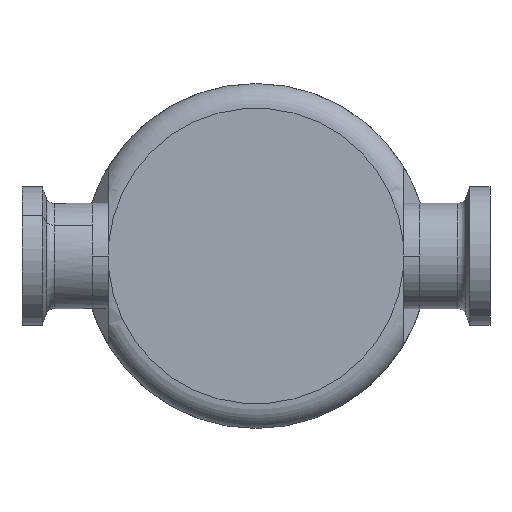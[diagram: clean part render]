
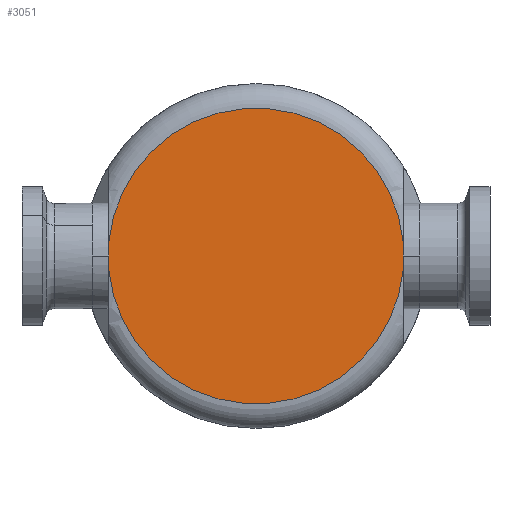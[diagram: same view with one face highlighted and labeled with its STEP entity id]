
A CAD part, front view. The second image highlights one B-rep face of the part: STEP entity #3051.
In plain terms, the highlighted planar face has unit normal (0, -1, 0).
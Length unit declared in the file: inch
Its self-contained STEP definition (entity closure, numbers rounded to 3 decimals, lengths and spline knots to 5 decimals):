
#129 = VERTEX_POINT ( 'NONE', #2172 ) ;
#159 = EDGE_CURVE ( 'NONE', #2785, #1254, #1941, .T. ) ;
#184 = ORIENTED_EDGE ( 'NONE', *, *, #3025, .T. ) ;
#190 = DIRECTION ( 'NONE',  ( 1., 0., 0. ) ) ;
#203 = VECTOR ( 'NONE', #2821, 39.37008 ) ;
#262 = AXIS2_PLACEMENT_3D ( 'NONE', #2762, #1194, #410 ) ;
#312 = CIRCLE ( 'NONE', #262, 1.05 ) ;
#327 = DIRECTION ( 'NONE',  ( 0., 1., 0. ) ) ;
#410 = DIRECTION ( 'NONE',  ( -1., 0., 0. ) ) ;
#928 = CARTESIAN_POINT ( 'NONE',  ( 1.045, 0.33, 0.10235 ) ) ;
#933 = LINE ( 'NONE', #2062, #203 ) ;
#1194 = DIRECTION ( 'NONE',  ( 0., 1., 0. ) ) ;
#1248 = CARTESIAN_POINT ( 'NONE',  ( -1.045, 0.33, -0.10235 ) ) ;
#1250 = EDGE_LOOP ( 'NONE', ( #1292, #1987, #3092, #184 ) ) ;
#1254 = VERTEX_POINT ( 'NONE', #1248 ) ;
#1292 = ORIENTED_EDGE ( 'NONE', *, *, #159, .F. ) ;
#1334 = VECTOR ( 'NONE', #3097, 39.37008 ) ;
#1773 = CARTESIAN_POINT ( 'NONE',  ( -1.045, 0.33, -0.75 ) ) ;
#1941 = CIRCLE ( 'NONE', #3192, 1.05 ) ;
#1982 = EDGE_CURVE ( 'NONE', #129, #2935, #312, .T. ) ;
#1987 = ORIENTED_EDGE ( 'NONE', *, *, #2283, .T. ) ;
#2011 = CARTESIAN_POINT ( 'NONE',  ( 0., 0.33, 0. ) ) ;
#2062 = CARTESIAN_POINT ( 'NONE',  ( 1.045, 0.33, 0. ) ) ;
#2172 = CARTESIAN_POINT ( 'NONE',  ( -1.045, 0.33, 0.10235 ) ) ;
#2204 = DIRECTION ( 'NONE',  ( -1., 0., 0. ) ) ;
#2283 = EDGE_CURVE ( 'NONE', #2785, #2935, #933, .T. ) ;
#2301 = DIRECTION ( 'NONE',  ( 0., -1., 0. ) ) ;
#2365 = LINE ( 'NONE', #1773, #1334 ) ;
#2490 = FACE_OUTER_BOUND ( 'NONE', #1250, .T. ) ;
#2636 = CARTESIAN_POINT ( 'NONE',  ( 1.045, 0.33, -0.10235 ) ) ;
#2683 = AXIS2_PLACEMENT_3D ( 'NONE', #2011, #2301, #190 ) ;
#2762 = CARTESIAN_POINT ( 'NONE',  ( 0., 0.33, 0. ) ) ;
#2783 = PLANE ( 'NONE',  #2683 ) ;
#2785 = VERTEX_POINT ( 'NONE', #2636 ) ;
#2821 = DIRECTION ( 'NONE',  ( 0., 0., 1. ) ) ;
#2935 = VERTEX_POINT ( 'NONE', #928 ) ;
#2986 = CARTESIAN_POINT ( 'NONE',  ( 0., 0.33, 0. ) ) ;
#3025 = EDGE_CURVE ( 'NONE', #129, #1254, #2365, .T. ) ;
#3051 = ADVANCED_FACE ( 'NONE', ( #2490 ), #2783, .T. ) ;
#3092 = ORIENTED_EDGE ( 'NONE', *, *, #1982, .F. ) ;
#3097 = DIRECTION ( 'NONE',  ( 0., 0., -1. ) ) ;
#3192 = AXIS2_PLACEMENT_3D ( 'NONE', #2986, #327, #2204 ) ;
